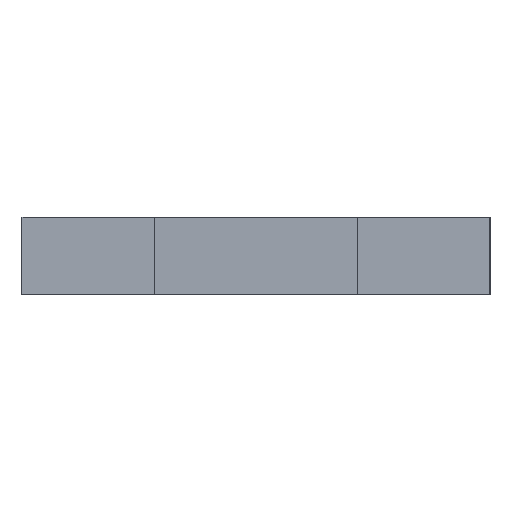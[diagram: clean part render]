
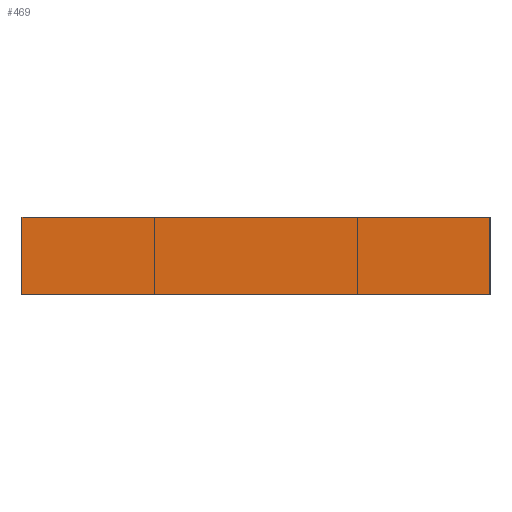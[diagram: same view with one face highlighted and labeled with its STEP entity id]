
A CAD part, left-side view. The second image highlights one B-rep face of the part: STEP entity #469.
In plain terms, the highlighted planar face has unit normal (-1, 0, 0).
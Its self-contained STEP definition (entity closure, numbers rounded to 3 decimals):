
#21 = DIRECTION ( 'NONE',  ( 0., 0., -1. ) ) ;
#78 = DIRECTION ( 'NONE',  ( 0., 1., 0. ) ) ;
#93 = EDGE_LOOP ( 'NONE', ( #1138, #2064, #1091, #815 ) ) ;
#104 = CARTESIAN_POINT ( 'NONE',  ( 0., 0., 5. ) ) ;
#188 = CARTESIAN_POINT ( 'NONE',  ( 0., -30., 0. ) ) ;
#285 = VERTEX_POINT ( 'NONE', #334 ) ;
#305 = VERTEX_POINT ( 'NONE', #859 ) ;
#334 = CARTESIAN_POINT ( 'NONE',  ( 0., 0., 0. ) ) ;
#444 = VECTOR ( 'NONE', #1144, 1000. ) ;
#469 = ADVANCED_FACE ( 'NONE', ( #1712 ), #2125, .F. ) ;
#487 = EDGE_CURVE ( 'NONE', #305, #285, #1027, .T. ) ;
#588 = VECTOR ( 'NONE', #21, 1000. ) ;
#595 = VECTOR ( 'NONE', #2009, 1000. ) ;
#604 = EDGE_CURVE ( 'NONE', #305, #1855, #1983, .T. ) ;
#614 = CARTESIAN_POINT ( 'NONE',  ( 0., 0., 5. ) ) ;
#781 = CARTESIAN_POINT ( 'NONE',  ( 0., 0., 5. ) ) ;
#815 = ORIENTED_EDGE ( 'NONE', *, *, #487, .T. ) ;
#859 = CARTESIAN_POINT ( 'NONE',  ( 0., 0., 5. ) ) ;
#939 = LINE ( 'NONE', #1161, #1303 ) ;
#1027 = LINE ( 'NONE', #781, #595 ) ;
#1091 = ORIENTED_EDGE ( 'NONE', *, *, #604, .F. ) ;
#1138 = ORIENTED_EDGE ( 'NONE', *, *, #1392, .T. ) ;
#1144 = DIRECTION ( 'NONE',  ( 0., -1., 0. ) ) ;
#1161 = CARTESIAN_POINT ( 'NONE',  ( 0., 0., 0. ) ) ;
#1303 = VECTOR ( 'NONE', #1844, 1000. ) ;
#1392 = EDGE_CURVE ( 'NONE', #285, #1786, #939, .T. ) ;
#1454 = CARTESIAN_POINT ( 'NONE',  ( 0., -30., 5. ) ) ;
#1471 = CARTESIAN_POINT ( 'NONE',  ( 0., -30., 5. ) ) ;
#1614 = EDGE_CURVE ( 'NONE', #1855, #1786, #1824, .T. ) ;
#1670 = DIRECTION ( 'NONE',  ( 1., 0., 0. ) ) ;
#1712 = FACE_OUTER_BOUND ( 'NONE', #93, .T. ) ;
#1786 = VERTEX_POINT ( 'NONE', #188 ) ;
#1824 = LINE ( 'NONE', #1454, #588 ) ;
#1844 = DIRECTION ( 'NONE',  ( 0., -1., 0. ) ) ;
#1855 = VERTEX_POINT ( 'NONE', #1471 ) ;
#1918 = AXIS2_PLACEMENT_3D ( 'NONE', #614, #1670, #78 ) ;
#1983 = LINE ( 'NONE', #104, #444 ) ;
#2009 = DIRECTION ( 'NONE',  ( 0., 0., -1. ) ) ;
#2064 = ORIENTED_EDGE ( 'NONE', *, *, #1614, .F. ) ;
#2125 = PLANE ( 'NONE',  #1918 ) ;
